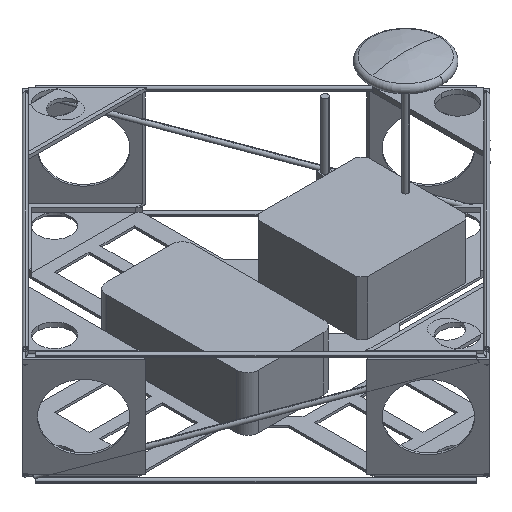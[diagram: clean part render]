
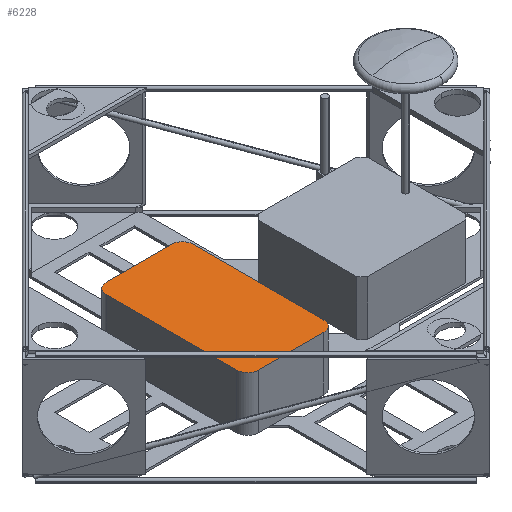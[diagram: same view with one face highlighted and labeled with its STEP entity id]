
A CAD part, isometric view. The second image highlights one B-rep face of the part: STEP entity #6228.
In plain terms, the highlighted planar face has unit normal (0, 0, 1).
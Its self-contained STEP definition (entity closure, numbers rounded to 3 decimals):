
#599 = CARTESIAN_POINT ( 'NONE',  ( -10.912, 56.632, 54. ) ) ;
#1040 = CARTESIAN_POINT ( 'NONE',  ( -80.912, 66.632, 54. ) ) ;
#1302 = LINE ( 'NONE', #10360, #6058 ) ;
#1421 = VERTEX_POINT ( 'NONE', #9252 ) ;
#1647 = EDGE_LOOP ( 'NONE', ( #10634, #6268, #11850, #6238, #10710, #10622, #9675, #11268 ) ) ;
#1775 = EDGE_CURVE ( 'NONE', #6970, #6501, #3371, .T. ) ;
#1778 = CARTESIAN_POINT ( 'NONE',  ( -10.912, -73.368, 54. ) ) ;
#1838 = CARTESIAN_POINT ( 'NONE',  ( -10.912, 66.632, 54. ) ) ;
#1961 = VERTEX_POINT ( 'NONE', #11295 ) ;
#2130 = EDGE_CURVE ( 'NONE', #2268, #6970, #3432, .T. ) ;
#2211 = EDGE_CURVE ( 'NONE', #8851, #1961, #4415, .T. ) ;
#2230 = AXIS2_PLACEMENT_3D ( 'NONE', #6373, #11674, #3660 ) ;
#2268 = VERTEX_POINT ( 'NONE', #4598 ) ;
#2631 = DIRECTION ( 'NONE',  ( 0., -1., 0. ) ) ;
#2659 = CARTESIAN_POINT ( 'NONE',  ( -10.912, -63.368, 54. ) ) ;
#2847 = EDGE_CURVE ( 'NONE', #6501, #9854, #11817, .T. ) ;
#3371 = LINE ( 'NONE', #1040, #9078 ) ;
#3432 = CIRCLE ( 'NONE', #4390, 10. ) ;
#3482 = LINE ( 'NONE', #4141, #3768 ) ;
#3486 = CIRCLE ( 'NONE', #5793, 10. ) ;
#3660 = DIRECTION ( 'NONE',  ( 0., -1., 0. ) ) ;
#3702 = DIRECTION ( 'NONE',  ( 0., -1., 0. ) ) ;
#3768 = VECTOR ( 'NONE', #7873, 1000. ) ;
#4141 = CARTESIAN_POINT ( 'NONE',  ( -80.912, -73.368, 54. ) ) ;
#4176 = AXIS2_PLACEMENT_3D ( 'NONE', #2659, #9189, #4514 ) ;
#4363 = DIRECTION ( 'NONE',  ( 0., 0., 1. ) ) ;
#4390 = AXIS2_PLACEMENT_3D ( 'NONE', #599, #11722, #9772 ) ;
#4415 = CIRCLE ( 'NONE', #4176, 10. ) ;
#4514 = DIRECTION ( 'NONE',  ( 0., -1., 0. ) ) ;
#4598 = CARTESIAN_POINT ( 'NONE',  ( -0.912, 56.632, 54. ) ) ;
#5479 = PLANE ( 'NONE',  #2230 ) ;
#5793 = AXIS2_PLACEMENT_3D ( 'NONE', #6542, #10220, #11141 ) ;
#6058 = VECTOR ( 'NONE', #3702, 1000. ) ;
#6228 = ADVANCED_FACE ( 'NONE', ( #8019 ), #5479, .T. ) ;
#6238 = ORIENTED_EDGE ( 'NONE', *, *, #10217, .T. ) ;
#6268 = ORIENTED_EDGE ( 'NONE', *, *, #2847, .T. ) ;
#6367 = EDGE_CURVE ( 'NONE', #8911, #8851, #3482, .T. ) ;
#6373 = CARTESIAN_POINT ( 'NONE',  ( -40.912, -3.368, 54. ) ) ;
#6481 = CARTESIAN_POINT ( 'NONE',  ( -70.912, 66.632, 54. ) ) ;
#6501 = VERTEX_POINT ( 'NONE', #6481 ) ;
#6542 = CARTESIAN_POINT ( 'NONE',  ( -70.912, -63.368, 54. ) ) ;
#6970 = VERTEX_POINT ( 'NONE', #1838 ) ;
#7108 = CARTESIAN_POINT ( 'NONE',  ( -70.912, 56.632, 54. ) ) ;
#7527 = EDGE_CURVE ( 'NONE', #1961, #2268, #9165, .T. ) ;
#7859 = CARTESIAN_POINT ( 'NONE',  ( -80.912, 56.632, 54. ) ) ;
#7873 = DIRECTION ( 'NONE',  ( 1., 0., 0. ) ) ;
#8019 = FACE_OUTER_BOUND ( 'NONE', #1647, .T. ) ;
#8338 = DIRECTION ( 'NONE',  ( -1., 0., 0. ) ) ;
#8381 = CARTESIAN_POINT ( 'NONE',  ( -70.912, -73.368, 54. ) ) ;
#8851 = VERTEX_POINT ( 'NONE', #1778 ) ;
#8911 = VERTEX_POINT ( 'NONE', #8381 ) ;
#9078 = VECTOR ( 'NONE', #8338, 1000. ) ;
#9133 = DIRECTION ( 'NONE',  ( 0., 1., 0. ) ) ;
#9165 = LINE ( 'NONE', #9218, #10458 ) ;
#9189 = DIRECTION ( 'NONE',  ( 0., 0., 1. ) ) ;
#9218 = CARTESIAN_POINT ( 'NONE',  ( -0.912, 66.632, 54. ) ) ;
#9252 = CARTESIAN_POINT ( 'NONE',  ( -80.912, -63.368, 54. ) ) ;
#9597 = EDGE_CURVE ( 'NONE', #9854, #1421, #1302, .T. ) ;
#9675 = ORIENTED_EDGE ( 'NONE', *, *, #7527, .T. ) ;
#9772 = DIRECTION ( 'NONE',  ( 0., -1., 0. ) ) ;
#9854 = VERTEX_POINT ( 'NONE', #7859 ) ;
#10217 = EDGE_CURVE ( 'NONE', #1421, #8911, #3486, .T. ) ;
#10220 = DIRECTION ( 'NONE',  ( 0., 0., 1. ) ) ;
#10254 = AXIS2_PLACEMENT_3D ( 'NONE', #7108, #4363, #2631 ) ;
#10360 = CARTESIAN_POINT ( 'NONE',  ( -80.912, 66.632, 54. ) ) ;
#10458 = VECTOR ( 'NONE', #9133, 1000. ) ;
#10622 = ORIENTED_EDGE ( 'NONE', *, *, #2211, .T. ) ;
#10634 = ORIENTED_EDGE ( 'NONE', *, *, #1775, .T. ) ;
#10710 = ORIENTED_EDGE ( 'NONE', *, *, #6367, .T. ) ;
#11141 = DIRECTION ( 'NONE',  ( 0., -1., 0. ) ) ;
#11268 = ORIENTED_EDGE ( 'NONE', *, *, #2130, .T. ) ;
#11295 = CARTESIAN_POINT ( 'NONE',  ( -0.912, -63.368, 54. ) ) ;
#11674 = DIRECTION ( 'NONE',  ( 0., 0., 1. ) ) ;
#11722 = DIRECTION ( 'NONE',  ( 0., 0., 1. ) ) ;
#11817 = CIRCLE ( 'NONE', #10254, 10. ) ;
#11850 = ORIENTED_EDGE ( 'NONE', *, *, #9597, .T. ) ;
